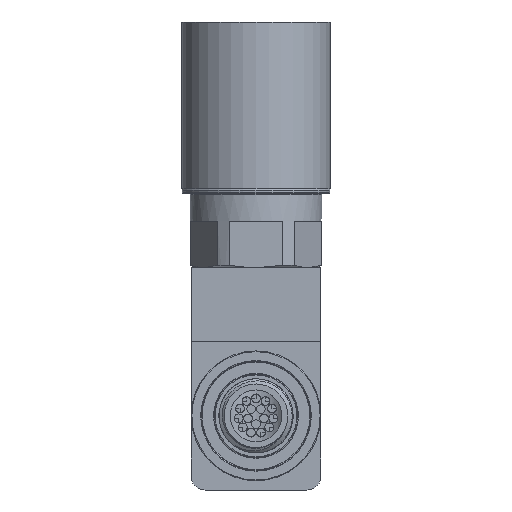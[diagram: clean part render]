
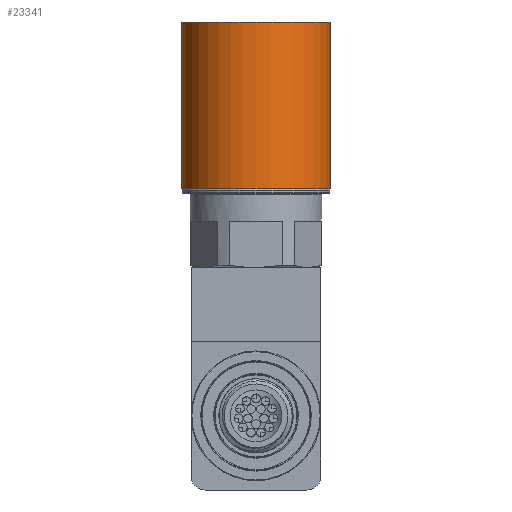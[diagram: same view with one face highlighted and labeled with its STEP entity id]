
A CAD part, front view. The second image highlights one B-rep face of the part: STEP entity #23341.
In plain terms, the highlighted cylindrical face has radius 12.7 mm (diameter 25.4 mm), a full revolution.
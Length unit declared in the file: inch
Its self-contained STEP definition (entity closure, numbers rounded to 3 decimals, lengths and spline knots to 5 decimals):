
#4459=CYLINDRICAL_SURFACE($,#25077,0.5);
#5586=FACE_BOUND($,#8409,.T.);
#6665=FACE_OUTER_BOUND($,#8408,.T.);
#8408=EDGE_LOOP($,(#19338));
#8409=EDGE_LOOP($,(#19339));
#9755=CIRCLE($,#24880,0.5);
#9860=CIRCLE($,#25078,0.5);
#11691=VERTEX_POINT($,#42625);
#11796=VERTEX_POINT($,#42928);
#14466=EDGE_CURVE($,#11691,#11691,#9755,.T.);
#14571=EDGE_CURVE($,#11796,#11796,#9860,.T.);
#19338=ORIENTED_EDGE($,*,*,#14466,.F.);
#19339=ORIENTED_EDGE($,*,*,#14571,.T.);
#23341=ADVANCED_FACE($,(#6665,#5586),#4459,.T.);
#24880=AXIS2_PLACEMENT_3D($,#42626,#28875,#28876);
#25077=AXIS2_PLACEMENT_3D($,#42927,#29269,#29270);
#25078=AXIS2_PLACEMENT_3D($,#42929,#29271,#29272);
#28875=DIRECTION('center_axis',(0.,0.,1.));
#28876=DIRECTION('ref_axis',(1.,0.,0.));
#29269=DIRECTION('center_axis',(0.,0.,-1.));
#29270=DIRECTION('ref_axis',(-1.,0.,0.));
#29271=DIRECTION('center_axis',(0.,0.,1.));
#29272=DIRECTION('ref_axis',(1.,0.,0.));
#42625=CARTESIAN_POINT('',(-0.5,0.,1.656));
#42626=CARTESIAN_POINT('Origin',(0.,0.,1.656));
#42927=CARTESIAN_POINT('Origin',(0.,0.,1.656));
#42928=CARTESIAN_POINT('',(-0.5,0.,0.531));
#42929=CARTESIAN_POINT('Origin',(0.,0.,0.531));
